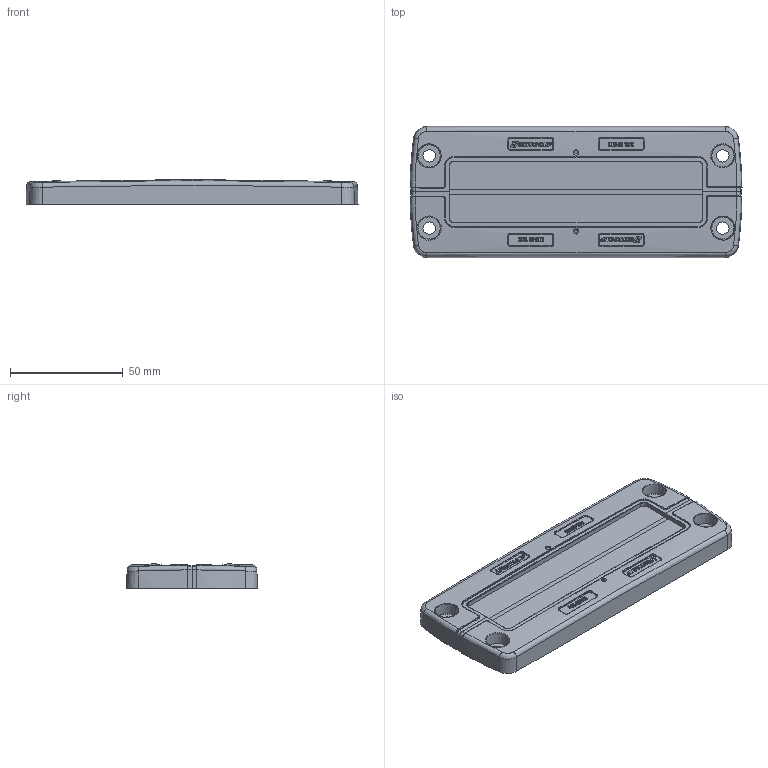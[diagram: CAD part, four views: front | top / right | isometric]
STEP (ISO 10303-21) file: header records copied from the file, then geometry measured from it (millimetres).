
FILE_DESCRIPTION(/* description */ (''),/* implementation_level */ '2;1');
FILE_NAME(/* name */ 'KDS-BS_10-24_asm.stp',/* time_stamp */ '2025-01-15T07:34:47+01:00',/* author */ (''),/* organization */ (''),/* preprocessor_version */ 'ST-DEVELOPER v19.4',/* originating_system */ 'SIEMENS PLM Software NX2212.9140',/* authorisation */ '');
FILE_SCHEMA (('AUTOMOTIVE_DESIGN { 1 0 10303 214 3 1 1 1 }'));
Products named in the file (1): KDS-BS_10-24_asm_objects
Bounding box: 146.97 x 58 x 10.78 mm (x, y, z)
Volume: 36124.1 mm3; surface area: 33336.8 mm2
Topology: 4 solids, 4 shells, 2366 faces, 6043 edges, 3776 vertices
Faces by surface type: plane 988, bspline 624, cylinder 330, extrusion 330, sphere 42, torus 32, cone 20
Full cylindrical faces by diameter (mm): 0.133 x8, 5 x2, 5.5 x4, 8 x4, 11 x4
Entity records: 91165 total; most frequent: CARTESIAN_POINT 40427, ORIENTED_EDGE 11804, DIRECTION 7992, EDGE_CURVE 5902, VERTEX_POINT 3760, VECTOR 3074, LINE 2744, EDGE_LOOP 2594
